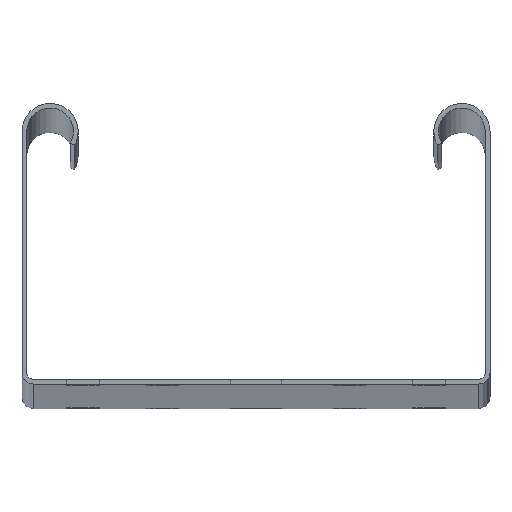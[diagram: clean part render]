
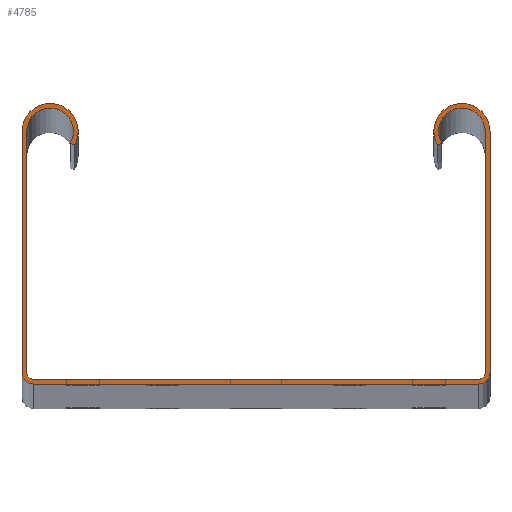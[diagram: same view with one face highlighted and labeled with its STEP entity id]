
A CAD part, top view. The second image highlights one B-rep face of the part: STEP entity #4785.
In plain terms, the highlighted planar face has unit normal (0, 0, 1).
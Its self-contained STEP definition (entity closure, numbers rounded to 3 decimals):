
#1866=CARTESIAN_POINT('',(-44.,53.,1500.));
#1867=DIRECTION('',(0.,0.,1.));
#1868=DIRECTION('',(0.866,-0.5,0.));
#1869=AXIS2_PLACEMENT_3D('',#1866,#1867,#1868);
#1871=DIRECTION('',(0.866,-0.5,0.));
#1872=VECTOR('',#1871,1.);
#1873=CARTESIAN_POINT('',(-39.67,50.5,1500.));
#1874=LINE('',#1873,#1872);
#1875=CARTESIAN_POINT('',(-44.,53.,1500.));
#1876=DIRECTION('',(0.,0.,-1.));
#1877=DIRECTION('',(-1.,0.,0.));
#1878=AXIS2_PLACEMENT_3D('',#1875,#1876,#1877);
#1880=DIRECTION('',(0.,1.,0.));
#1881=VECTOR('',#1880,51.5);
#1882=CARTESIAN_POINT('',(-49.,1.5,1500.));
#1883=LINE('',#1882,#1881);
#1884=CARTESIAN_POINT('',(-47.5,1.5,1500.));
#1885=DIRECTION('',(0.,0.,-1.));
#1886=DIRECTION('',(0.,-1.,0.));
#1887=AXIS2_PLACEMENT_3D('',#1884,#1885,#1886);
#1889=DIRECTION('',(-1.,0.,0.));
#1890=VECTOR('',#1889,95.);
#1891=CARTESIAN_POINT('',(47.5,0.,1500.));
#1892=LINE('',#1891,#1890);
#1893=CARTESIAN_POINT('',(47.5,1.5,1500.));
#1894=DIRECTION('',(0.,0.,-1.));
#1895=DIRECTION('',(1.,0.,0.));
#1896=AXIS2_PLACEMENT_3D('',#1893,#1894,#1895);
#1898=DIRECTION('',(0.,-1.,0.));
#1899=VECTOR('',#1898,51.5);
#1900=CARTESIAN_POINT('',(49.,53.,1500.));
#1901=LINE('',#1900,#1899);
#1902=CARTESIAN_POINT('',(44.,53.,1500.));
#1903=DIRECTION('',(0.,0.,-1.));
#1904=DIRECTION('',(-0.866,-0.5,0.));
#1905=AXIS2_PLACEMENT_3D('',#1902,#1903,#1904);
#1907=DIRECTION('',(0.866,0.5,0.));
#1908=VECTOR('',#1907,1.);
#1909=CARTESIAN_POINT('',(38.804,50.,1500.));
#1910=LINE('',#1909,#1908);
#1911=CARTESIAN_POINT('',(44.,53.,1500.));
#1912=DIRECTION('',(0.,0.,1.));
#1913=DIRECTION('',(1.,0.,0.));
#1914=AXIS2_PLACEMENT_3D('',#1911,#1912,#1913);
#1916=DIRECTION('',(0.,1.,0.));
#1917=VECTOR('',#1916,51.5);
#1918=CARTESIAN_POINT('',(50.,1.5,1500.));
#1919=LINE('',#1918,#1917);
#1920=CARTESIAN_POINT('',(47.5,1.5,1500.));
#1921=DIRECTION('',(0.,0.,1.));
#1922=DIRECTION('',(0.,-1.,0.));
#1923=AXIS2_PLACEMENT_3D('',#1920,#1921,#1922);
#1925=DIRECTION('',(1.,0.,0.));
#1926=VECTOR('',#1925,95.);
#1927=CARTESIAN_POINT('',(-47.5,-1.,1500.));
#1928=LINE('',#1927,#1926);
#1929=CARTESIAN_POINT('',(-47.5,1.5,1500.));
#1930=DIRECTION('',(0.,0.,1.));
#1931=DIRECTION('',(-1.,0.,0.));
#1932=AXIS2_PLACEMENT_3D('',#1929,#1930,#1931);
#1934=DIRECTION('',(0.,-1.,0.));
#1935=VECTOR('',#1934,51.5);
#1936=CARTESIAN_POINT('',(-50.,53.,1500.));
#1937=LINE('',#1936,#1935);
#2738=CARTESIAN_POINT('',(-38.804,50.,1500.));
#2739=CARTESIAN_POINT('',(-50.,53.,1500.));
#2740=VERTEX_POINT('',#2738);
#2741=VERTEX_POINT('',#2739);
#2742=CARTESIAN_POINT('',(-50.,1.5,1500.));
#2743=VERTEX_POINT('',#2742);
#2744=CARTESIAN_POINT('',(-47.5,-1.,1500.));
#2745=VERTEX_POINT('',#2744);
#2746=CARTESIAN_POINT('',(47.5,-1.,1500.));
#2747=VERTEX_POINT('',#2746);
#2748=CARTESIAN_POINT('',(50.,1.5,1500.));
#2749=VERTEX_POINT('',#2748);
#2750=CARTESIAN_POINT('',(50.,53.,1500.));
#2751=VERTEX_POINT('',#2750);
#2752=CARTESIAN_POINT('',(38.804,50.,1500.));
#2753=VERTEX_POINT('',#2752);
#2754=CARTESIAN_POINT('',(39.67,50.5,1500.));
#2755=VERTEX_POINT('',#2754);
#2756=CARTESIAN_POINT('',(49.,53.,1500.));
#2757=VERTEX_POINT('',#2756);
#2758=CARTESIAN_POINT('',(49.,1.5,1500.));
#2759=VERTEX_POINT('',#2758);
#2760=CARTESIAN_POINT('',(47.5,0.,1500.));
#2761=VERTEX_POINT('',#2760);
#2762=CARTESIAN_POINT('',(-47.5,0.,1500.));
#2763=VERTEX_POINT('',#2762);
#2764=CARTESIAN_POINT('',(-49.,1.5,1500.));
#2765=VERTEX_POINT('',#2764);
#2766=CARTESIAN_POINT('',(-49.,53.,1500.));
#2767=VERTEX_POINT('',#2766);
#2768=CARTESIAN_POINT('',(-39.67,50.5,1500.));
#2769=VERTEX_POINT('',#2768);
#4762=CARTESIAN_POINT('',(0.,0.,1500.));
#4763=DIRECTION('',(0.,0.,1.));
#4764=DIRECTION('',(1.,0.,0.));
#4765=AXIS2_PLACEMENT_3D('',#4762,#4763,#4764);
#4766=PLANE('',#4765);
#4767=ORIENTED_EDGE('',*,*,#3586,.F.);
#4768=ORIENTED_EDGE('',*,*,#3601,.F.);
#4769=ORIENTED_EDGE('',*,*,#3615,.F.);
#4770=ORIENTED_EDGE('',*,*,#3629,.F.);
#4771=ORIENTED_EDGE('',*,*,#3763,.F.);
#4772=ORIENTED_EDGE('',*,*,#3777,.F.);
#4773=ORIENTED_EDGE('',*,*,#4031,.F.);
#4774=ORIENTED_EDGE('',*,*,#4045,.F.);
#4775=ORIENTED_EDGE('',*,*,#4179,.F.);
#4776=ORIENTED_EDGE('',*,*,#4193,.F.);
#4777=ORIENTED_EDGE('',*,*,#4207,.F.);
#4778=ORIENTED_EDGE('',*,*,#4221,.F.);
#4779=ORIENTED_EDGE('',*,*,#4355,.F.);
#4780=ORIENTED_EDGE('',*,*,#4369,.F.);
#4781=ORIENTED_EDGE('',*,*,#4623,.F.);
#4782=ORIENTED_EDGE('',*,*,#4636,.F.);
#4783=EDGE_LOOP('',(#4767,#4768,#4769,#4770,#4771,#4772,#4773,#4774,#4775,#4776,
#4777,#4778,#4779,#4780,#4781,#4782));
#4784=FACE_OUTER_BOUND('',#4783,.F.);
#4785=ADVANCED_FACE('',(#4784),#4766,.T.);
#1870=CIRCLE('',#1869,6.);
#1879=CIRCLE('',#1878,5.);
#1888=CIRCLE('',#1887,1.5);
#1897=CIRCLE('',#1896,1.5);
#1906=CIRCLE('',#1905,5.);
#1915=CIRCLE('',#1914,6.);
#1924=CIRCLE('',#1923,2.5);
#1933=CIRCLE('',#1932,2.5);
#3586=EDGE_CURVE('',#2740,#2741,#1870,.T.);
#3601=EDGE_CURVE('',#2769,#2740,#1874,.T.);
#3615=EDGE_CURVE('',#2767,#2769,#1879,.T.);
#3629=EDGE_CURVE('',#2765,#2767,#1883,.T.);
#3763=EDGE_CURVE('',#2763,#2765,#1888,.T.);
#3777=EDGE_CURVE('',#2761,#2763,#1892,.T.);
#4031=EDGE_CURVE('',#2759,#2761,#1897,.T.);
#4045=EDGE_CURVE('',#2757,#2759,#1901,.T.);
#4179=EDGE_CURVE('',#2755,#2757,#1906,.T.);
#4193=EDGE_CURVE('',#2753,#2755,#1910,.T.);
#4207=EDGE_CURVE('',#2751,#2753,#1915,.T.);
#4221=EDGE_CURVE('',#2749,#2751,#1919,.T.);
#4355=EDGE_CURVE('',#2747,#2749,#1924,.T.);
#4369=EDGE_CURVE('',#2745,#2747,#1928,.T.);
#4623=EDGE_CURVE('',#2743,#2745,#1933,.T.);
#4636=EDGE_CURVE('',#2741,#2743,#1937,.T.);
